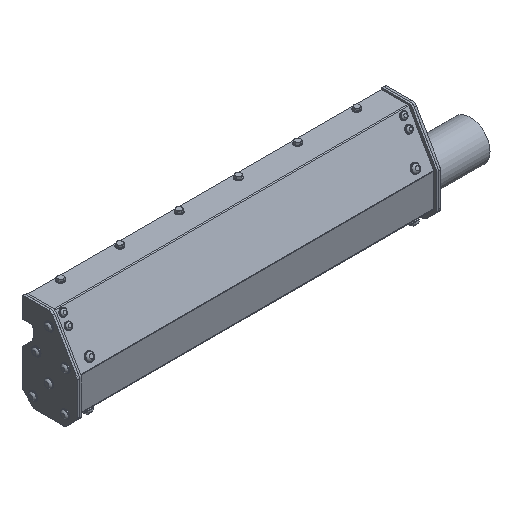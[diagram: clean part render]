
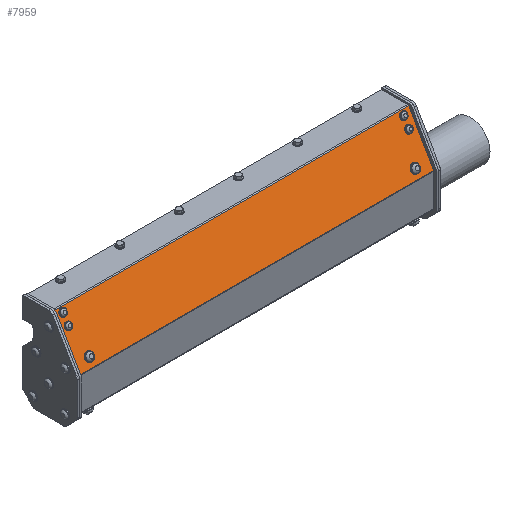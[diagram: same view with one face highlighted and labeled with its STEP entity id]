
A CAD part, isometric view. The second image highlights one B-rep face of the part: STEP entity #7959.
In plain terms, the highlighted planar face has unit normal (0, -0.866, 0.5).
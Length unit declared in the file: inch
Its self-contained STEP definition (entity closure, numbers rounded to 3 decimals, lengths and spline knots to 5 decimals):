
#157=LINE('',#23881,#521);
#158=LINE('',#23886,#522);
#159=LINE('',#23887,#523);
#160=LINE('',#23888,#524);
#521=VECTOR('',#10228,0.3937);
#522=VECTOR('',#10233,0.3937);
#523=VECTOR('',#10234,0.3937);
#524=VECTOR('',#10235,0.3937);
#941=FACE_BOUND('',#2703,.T.);
#942=FACE_BOUND('',#2704,.T.);
#943=FACE_BOUND('',#2705,.T.);
#944=FACE_BOUND('',#2706,.T.);
#945=FACE_BOUND('',#2707,.T.);
#946=FACE_BOUND('',#2708,.T.);
#1197=PLANE('',#8685);
#2116=FACE_OUTER_BOUND('',#2702,.T.);
#2702=EDGE_LOOP('',(#6458,#6459,#6460,#6461));
#2703=EDGE_LOOP('',(#6462));
#2704=EDGE_LOOP('',(#6463));
#2705=EDGE_LOOP('',(#6464));
#2706=EDGE_LOOP('',(#6465));
#2707=EDGE_LOOP('',(#6466));
#2708=EDGE_LOOP('',(#6467));
#3358=CIRCLE('',#8686,0.21654);
#3359=CIRCLE('',#8687,0.21654);
#3360=CIRCLE('',#8688,0.17717);
#3361=CIRCLE('',#8689,0.17717);
#3362=CIRCLE('',#8690,0.17717);
#3363=CIRCLE('',#8691,0.17717);
#3982=VERTEX_POINT('',#23878);
#3983=VERTEX_POINT('',#23880);
#3984=VERTEX_POINT('',#23884);
#3985=VERTEX_POINT('',#23885);
#3986=VERTEX_POINT('',#23889);
#3987=VERTEX_POINT('',#23891);
#3988=VERTEX_POINT('',#23893);
#3989=VERTEX_POINT('',#23895);
#3990=VERTEX_POINT('',#23897);
#3991=VERTEX_POINT('',#23899);
#4929=EDGE_CURVE('',#3982,#3983,#157,.T.);
#4931=EDGE_CURVE('',#3984,#3985,#158,.T.);
#4932=EDGE_CURVE('',#3984,#3983,#159,.T.);
#4933=EDGE_CURVE('',#3985,#3982,#160,.T.);
#4934=EDGE_CURVE('',#3986,#3986,#3358,.T.);
#4935=EDGE_CURVE('',#3987,#3987,#3359,.T.);
#4936=EDGE_CURVE('',#3988,#3988,#3360,.T.);
#4937=EDGE_CURVE('',#3989,#3989,#3361,.T.);
#4938=EDGE_CURVE('',#3990,#3990,#3362,.T.);
#4939=EDGE_CURVE('',#3991,#3991,#3363,.T.);
#6458=ORIENTED_EDGE('',*,*,#4931,.F.);
#6459=ORIENTED_EDGE('',*,*,#4932,.T.);
#6460=ORIENTED_EDGE('',*,*,#4929,.F.);
#6461=ORIENTED_EDGE('',*,*,#4933,.F.);
#6462=ORIENTED_EDGE('',*,*,#4934,.T.);
#6463=ORIENTED_EDGE('',*,*,#4935,.T.);
#6464=ORIENTED_EDGE('',*,*,#4936,.T.);
#6465=ORIENTED_EDGE('',*,*,#4937,.T.);
#6466=ORIENTED_EDGE('',*,*,#4938,.T.);
#6467=ORIENTED_EDGE('',*,*,#4939,.T.);
#7959=ADVANCED_FACE('',(#2116,#941,#942,#943,#944,#945,#946),#1197,.T.);
#8685=AXIS2_PLACEMENT_3D('',#23883,#10231,#10232);
#8686=AXIS2_PLACEMENT_3D('',#23890,#10236,#10237);
#8687=AXIS2_PLACEMENT_3D('',#23892,#10238,#10239);
#8688=AXIS2_PLACEMENT_3D('',#23894,#10240,#10241);
#8689=AXIS2_PLACEMENT_3D('',#23896,#10242,#10243);
#8690=AXIS2_PLACEMENT_3D('',#23898,#10244,#10245);
#8691=AXIS2_PLACEMENT_3D('',#23900,#10246,#10247);
#10228=DIRECTION('',(1.,0.,0.));
#10231=DIRECTION('center_axis',(0.,-0.866,
0.5));
#10232=DIRECTION('ref_axis',(0.,0.5,0.866));
#10233=DIRECTION('',(-1.,0.,0.));
#10234=DIRECTION('',(0.,0.5,0.866));
#10235=DIRECTION('',(0.,0.5,0.866));
#10236=DIRECTION('center_axis',(0.,0.866,
-0.5));
#10237=DIRECTION('ref_axis',(-0.866,0.25,0.433));
#10238=DIRECTION('center_axis',(0.,0.866,
-0.5));
#10239=DIRECTION('ref_axis',(-0.866,0.25,0.433));
#10240=DIRECTION('center_axis',(0.,0.866,
-0.5));
#10241=DIRECTION('ref_axis',(1.,0.,0.));
#10242=DIRECTION('center_axis',(0.,0.866,
-0.5));
#10243=DIRECTION('ref_axis',(1.,0.,0.));
#10244=DIRECTION('center_axis',(0.,0.866,
-0.5));
#10245=DIRECTION('ref_axis',(1.,0.,0.));
#10246=DIRECTION('center_axis',(0.,0.866,
-0.5));
#10247=DIRECTION('ref_axis',(0.282,0.48,0.831));
#23878=CARTESIAN_POINT('',(-12.75005,0.0267,3.03643));
#23880=CARTESIAN_POINT('',(5.24995,0.0267,3.03643));
#23881=CARTESIAN_POINT('',(5.24995,0.0267,3.03643));
#23883=CARTESIAN_POINT('Origin',(5.24995,-1.2536,0.81889));
#23884=CARTESIAN_POINT('',(5.24995,-1.24556,0.83281));
#23885=CARTESIAN_POINT('',(-12.75005,-1.24556,0.83281));
#23886=CARTESIAN_POINT('',(5.24995,-1.24556,0.83281));
#23887=CARTESIAN_POINT('',(5.24995,-1.2536,0.81889));
#23888=CARTESIAN_POINT('',(-12.75005,-1.2536,0.81889));
#23889=CARTESIAN_POINT('',(4.31242,-0.98281,1.2879));
#23890=CARTESIAN_POINT('Origin',(4.49995,-1.03695,1.19414));
#23891=CARTESIAN_POINT('',(-12.18758,-0.98281,1.2879));
#23892=CARTESIAN_POINT('Origin',(-12.00005,-1.03695,1.19414));
#23893=CARTESIAN_POINT('',(5.05211,-0.08451,2.84382));
#23894=CARTESIAN_POINT('Origin',(4.87495,-0.08451,2.84382));
#23895=CARTESIAN_POINT('',(5.05211,-0.35051,2.38309));
#23896=CARTESIAN_POINT('Origin',(4.87495,-0.35051,2.38309));
#23897=CARTESIAN_POINT('',(-12.19789,-0.08451,2.84382));
#23898=CARTESIAN_POINT('Origin',(-12.37505,-0.08451,
2.84382));
#23899=CARTESIAN_POINT('',(-12.32518,-0.26551,2.53032));
#23900=CARTESIAN_POINT('Origin',(-12.37505,-0.35051,2.38309));
